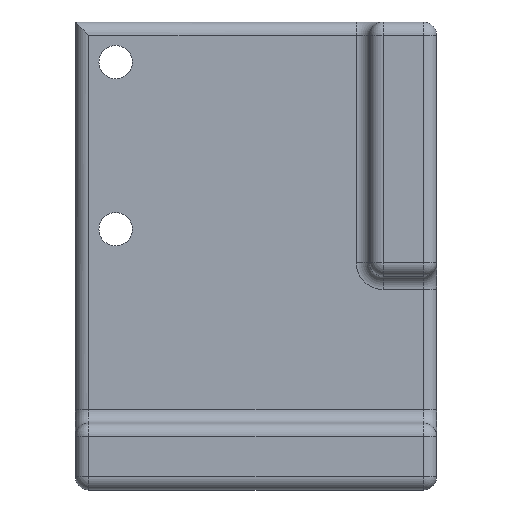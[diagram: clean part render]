
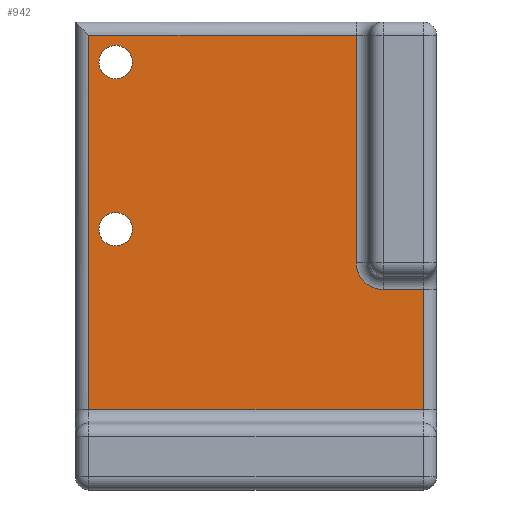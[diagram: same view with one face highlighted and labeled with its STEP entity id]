
A CAD part, front view. The second image highlights one B-rep face of the part: STEP entity #942.
In plain terms, the highlighted planar face has unit normal (0, -1, 0).
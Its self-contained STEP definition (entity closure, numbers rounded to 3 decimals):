
#21=FACE_BOUND('',#323,.T.);
#22=FACE_BOUND('',#324,.T.);
#35=PLANE('',#1080);
#56=LINE('',#1531,#117);
#66=LINE('',#1588,#127);
#69=LINE('',#1593,#130);
#71=LINE('',#1596,#132);
#75=LINE('',#1602,#136);
#87=LINE('',#1620,#148);
#117=VECTOR('',#1214,10.);
#127=VECTOR('',#1282,10.);
#130=VECTOR('',#1289,10.);
#132=VECTOR('',#1293,10.);
#136=VECTOR('',#1301,10.);
#148=VECTOR('',#1325,10.);
#253=FACE_OUTER_BOUND('',#322,.T.);
#322=EDGE_LOOP('',(#815,#816,#817,#818,#819,#820,#821));
#323=EDGE_LOOP('',(#822));
#324=EDGE_LOOP('',(#823));
#383=CIRCLE('',#1028,2.);
#404=CIRCLE('',#1081,1.25);
#405=CIRCLE('',#1082,1.25);
#436=VERTEX_POINT('',#1494);
#445=VERTEX_POINT('',#1519);
#450=VERTEX_POINT('',#1530);
#454=VERTEX_POINT('',#1544);
#455=VERTEX_POINT('',#1545);
#462=VERTEX_POINT('',#1567);
#465=VERTEX_POINT('',#1578);
#477=VERTEX_POINT('',#1663);
#478=VERTEX_POINT('',#1665);
#529=EDGE_CURVE('',#445,#450,#56,.T.);
#536=EDGE_CURVE('',#454,#455,#383,.T.);
#558=EDGE_CURVE('',#465,#462,#66,.T.);
#561=EDGE_CURVE('',#455,#465,#69,.T.);
#563=EDGE_CURVE('',#462,#445,#71,.T.);
#567=EDGE_CURVE('',#436,#454,#75,.T.);
#579=EDGE_CURVE('',#450,#436,#87,.T.);
#601=EDGE_CURVE('',#477,#477,#404,.T.);
#602=EDGE_CURVE('',#478,#478,#405,.T.);
#815=ORIENTED_EDGE('',*,*,#558,.F.);
#816=ORIENTED_EDGE('',*,*,#561,.F.);
#817=ORIENTED_EDGE('',*,*,#536,.F.);
#818=ORIENTED_EDGE('',*,*,#567,.F.);
#819=ORIENTED_EDGE('',*,*,#579,.F.);
#820=ORIENTED_EDGE('',*,*,#529,.F.);
#821=ORIENTED_EDGE('',*,*,#563,.F.);
#822=ORIENTED_EDGE('',*,*,#601,.F.);
#823=ORIENTED_EDGE('',*,*,#602,.F.);
#942=ADVANCED_FACE('',(#253,#21,#22),#35,.F.);
#1028=AXIS2_PLACEMENT_3D('',#1546,#1231,#1232);
#1080=AXIS2_PLACEMENT_3D('',#1662,#1378,#1379);
#1081=AXIS2_PLACEMENT_3D('',#1664,#1380,#1381);
#1082=AXIS2_PLACEMENT_3D('',#1666,#1382,#1383);
#1214=DIRECTION('',(0.,0.,1.));
#1231=DIRECTION('center_axis',(0.,-1.,0.));
#1232=DIRECTION('ref_axis',(-0.707,0.,-0.707));
#1282=DIRECTION('',(0.,0.,-1.));
#1289=DIRECTION('',(1.,0.,0.));
#1293=DIRECTION('',(-1.,0.,0.));
#1301=DIRECTION('',(0.,0.,-1.));
#1325=DIRECTION('',(1.,0.,0.));
#1378=DIRECTION('center_axis',(0.,1.,0.));
#1379=DIRECTION('ref_axis',(1.,0.,0.));
#1380=DIRECTION('center_axis',(0.,-1.,0.));
#1381=DIRECTION('ref_axis',(1.,0.,0.));
#1382=DIRECTION('center_axis',(0.,-1.,0.));
#1383=DIRECTION('ref_axis',(1.,0.,0.));
#1494=CARTESIAN_POINT('',(-3.,0.,2.));
#1519=CARTESIAN_POINT('',(-23.,0.,-26.));
#1530=CARTESIAN_POINT('',(-23.,0.,2.));
#1531=CARTESIAN_POINT('',(-23.,0.,-23.25));
#1544=CARTESIAN_POINT('',(-3.,0.,-15.));
#1545=CARTESIAN_POINT('',(-1.,0.,-17.));
#1546=CARTESIAN_POINT('Origin',(-1.,0.,-15.));
#1567=CARTESIAN_POINT('',(2.,0.,-26.));
#1578=CARTESIAN_POINT('',(2.,0.,-17.));
#1588=CARTESIAN_POINT('',(2.,0.,-5.75));
#1593=CARTESIAN_POINT('',(-3.75,0.,-17.));
#1596=CARTESIAN_POINT('',(-3.75,0.,-26.));
#1602=CARTESIAN_POINT('',(-3.,0.,-10.5));
#1620=CARTESIAN_POINT('',(-17.25,0.,2.));
#1662=CARTESIAN_POINT('Origin',(-10.5,0.,-14.5));
#1663=CARTESIAN_POINT('',(-22.25,0.,0.));
#1664=CARTESIAN_POINT('Origin',(-21.,0.,0.));
#1665=CARTESIAN_POINT('',(-22.25,0.,-12.5));
#1666=CARTESIAN_POINT('Origin',(-21.,0.,-12.5));
